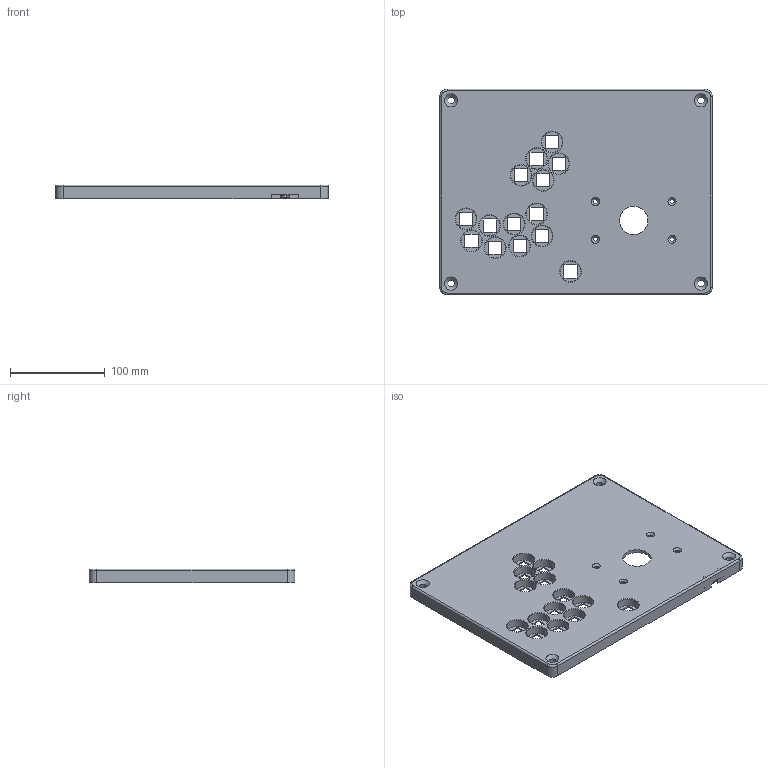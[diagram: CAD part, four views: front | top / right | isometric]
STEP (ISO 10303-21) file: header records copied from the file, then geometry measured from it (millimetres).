
FILE_DESCRIPTION(('HOOPS Exchange Step'),'2;1');
FILE_NAME('stickwichv8top--start-8buttondigital.stp','2024-04-22T12:18:43-05:00',('ryan'),('Unknown organisation'),'HOOPS Exchange 2023.1','HOOPS Exchange','Unknown authorisation');
FILE_SCHEMA( ('AP203_CONFIGURATION_CONTROLLED_3D_DESIGN_OF_MECHANICAL_PARTS_AND_ASSEMBLIES_MIM_LF') );
Length unit declared in the file: millimetre
Products named in the file (1): Solid 3420
Bounding box: 288.35 x 217.8 x 14.7 mm (x, y, z)
Volume: 265877.6 mm3; surface area: 159235.3 mm2
Topology: 1 solids, 1 shells, 282 faces, 823 edges, 574 vertices
Faces by surface type: plane 143, cylinder 75, torus 52, bspline 8, cone 4
Full cylindrical faces by diameter (mm): 2.1 x4, 2.8 x4, 5 x4, 6 x3, 6.959 x1, 7.241 x3, 22 x14, 26.617 x1, 30 x1
Entity records: 10867 total; most frequent: CARTESIAN_POINT 2956, DIRECTION 1679, ORIENTED_EDGE 1646, EDGE_CURVE 823, AXIS2_PLACEMENT_3D 616, VERTEX_POINT 574, VECTOR 447, LINE 447
